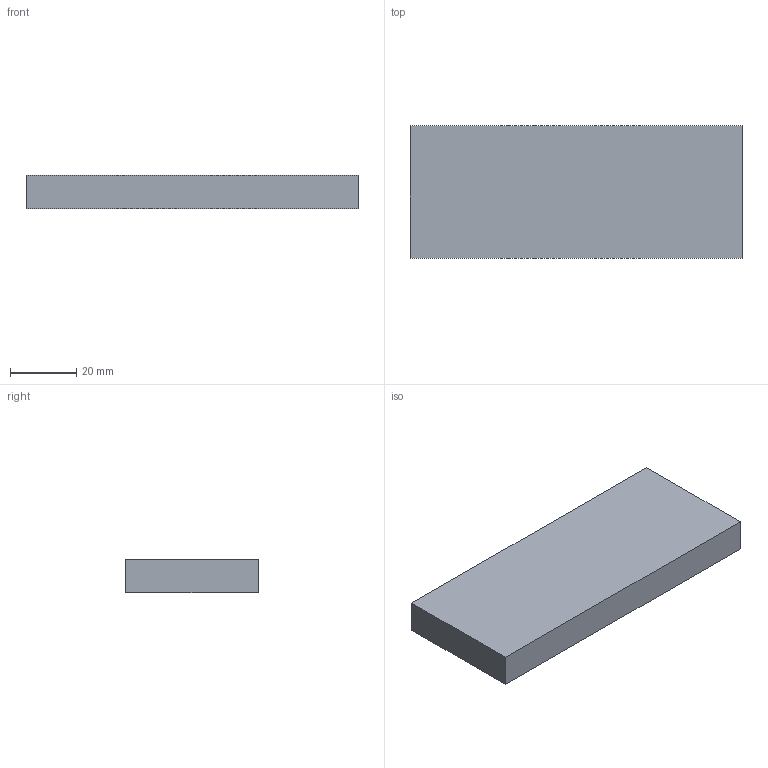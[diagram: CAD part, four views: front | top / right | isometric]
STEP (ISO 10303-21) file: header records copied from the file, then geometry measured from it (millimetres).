
FILE_DESCRIPTION(('CATIA V5 STEP Exchange'),'2;1');
FILE_NAME('Taster_Gussform.stp','2011-12-16T09:23:11+00:00',('none'),('none'),'CATIA Version 5 Release 21 SP 1 (IN-10)','CATIA V5 STEP AP203','none');
FILE_SCHEMA(('CONFIG_CONTROL_DESIGN'));
Length unit declared in the file: millimetre
Products named in the file (1): Taster_Gussform
Bounding box: 100 x 40 x 10 mm (x, y, z)
Volume: 38537 mm3; surface area: 11244.9 mm2
Topology: 1 solids, 1 shells, 51 faces, 132 edges, 88 vertices
Faces by surface type: plane 31, cylinder 20
Entity records: 1523 total; most frequent: ORIENTED_EDGE 264, CARTESIAN_POINT 263, DIRECTION 216, EDGE_CURVE 132, VECTOR 92, LINE 92, VERTEX_POINT 88, AXIS2_PLACEMENT_3D 83
